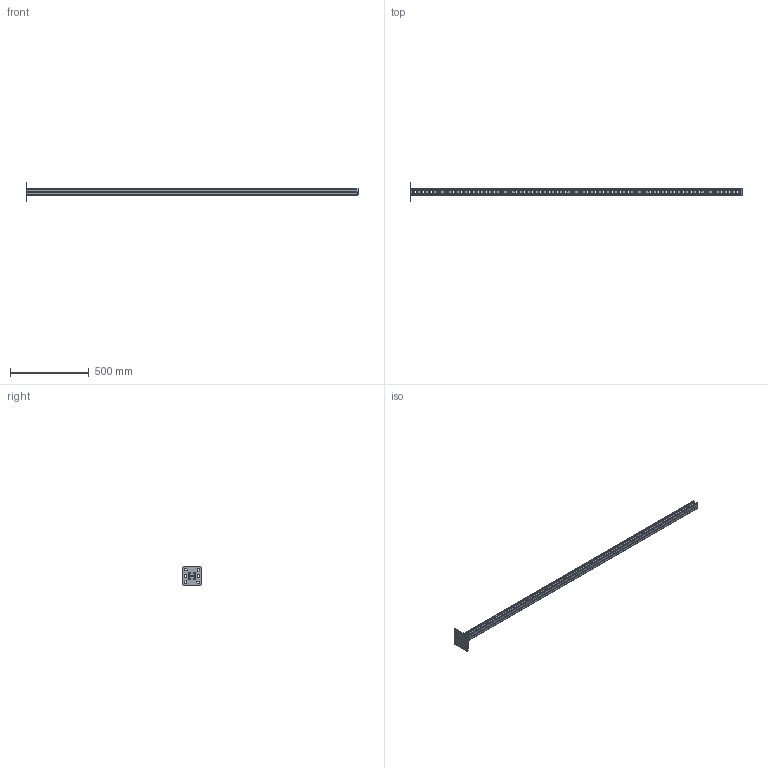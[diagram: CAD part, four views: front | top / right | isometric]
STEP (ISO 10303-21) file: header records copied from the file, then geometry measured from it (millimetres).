
FILE_DESCRIPTION (( 'STEP AP203' ), '1' );
FILE_NAME ('Êðîíøòåéí ïîòîëî÷íûé äâîéíîé_h21-2100.step', '2022-01-27T07:54:25', ( '' ), ( '' ), 'SwSTEP 2.0', 'SolidWorks 2017', '' );
FILE_SCHEMA (( 'CONFIG_CONTROL_DESIGN' ));
Length unit declared in the file: millimetre
Products named in the file (3): Ïÿòêà ïîòîëî÷êàÿ; STRUT-镳铘桦黖h21-2100; Êðîíøòåéí ïîòîëî÷íûé äâîéíîé_h21-2100
Assembly tree (3 placements, depth 2):
  Êðîíøòåéí ïîòîëî÷íûé äâîéíîé_h21-2100
    Ïÿòêà ïîòîëî÷êàÿ
    STRUT-镳铘桦黖h21-2100  x2
Bounding box: 2106 x 120 x 120 mm (x, y, z)
Volume: 988245.4 mm3; surface area: 817522.1 mm2
Topology: 3 solids, 3 shells, 3622 faces, 10846 edges, 7230 vertices
Faces by surface type: plane 3424, cylinder 198
Entity records: 61005 total; most frequent: CARTESIAN_POINT 10958, ORIENTED_EDGE 10948, DIRECTION 9360, EDGE_CURVE 5474, LINE 5258, VECTOR 5258, VERTEX_POINT 3649, AXIS2_PLACEMENT_3D 2051
